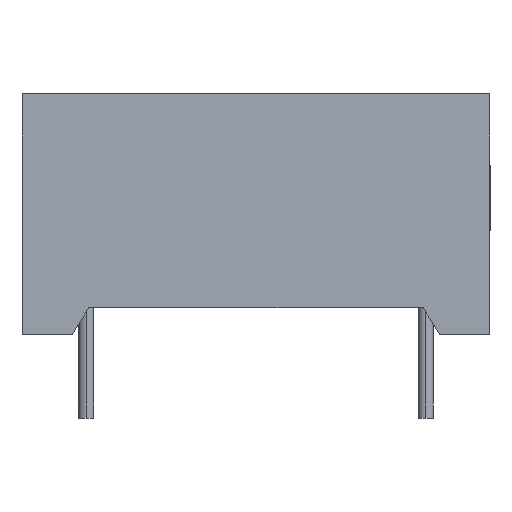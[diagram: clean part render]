
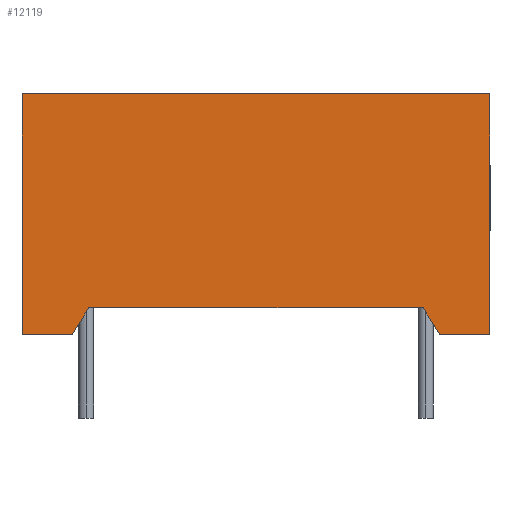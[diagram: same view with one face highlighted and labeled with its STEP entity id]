
A CAD part, left-side view. The second image highlights one B-rep face of the part: STEP entity #12119.
In plain terms, the highlighted planar face has unit normal (-1, 0, 0).
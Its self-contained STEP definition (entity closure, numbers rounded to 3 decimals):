
#71 = EDGE_CURVE ( 'NONE', #3551, #11738, #10900, .T. ) ;
#326 = VERTEX_POINT ( 'NONE', #2260 ) ;
#353 = EDGE_CURVE ( 'NONE', #326, #17822, #6343, .T. ) ;
#1257 = CARTESIAN_POINT ( 'NONE',  ( -11.25, 0., 0.1 ) ) ;
#1350 = DIRECTION ( 'NONE',  ( 0., -1., 0. ) ) ;
#1646 = DIRECTION ( 'NONE',  ( 0., 0., 1. ) ) ;
#1717 = LINE ( 'NONE', #2085, #17261 ) ;
#1740 = CARTESIAN_POINT ( 'NONE',  ( -11.25, -7., 0.1 ) ) ;
#1795 = CARTESIAN_POINT ( 'NONE',  ( -11.25, 7., 7.3 ) ) ;
#1854 = ORIENTED_EDGE ( 'NONE', *, *, #71, .T. ) ;
#1888 = EDGE_CURVE ( 'NONE', #8438, #3551, #3217, .T. ) ;
#2085 = CARTESIAN_POINT ( 'NONE',  ( -11.25, 7., 0.1 ) ) ;
#2104 = DIRECTION ( 'NONE',  ( 0., -1., 0. ) ) ;
#2206 = EDGE_CURVE ( 'NONE', #11738, #15734, #17048, .T. ) ;
#2260 = CARTESIAN_POINT ( 'NONE',  ( -11.25, 7., 0.1 ) ) ;
#3217 = LINE ( 'NONE', #15969, #10037 ) ;
#3551 = VERTEX_POINT ( 'NONE', #7443 ) ;
#3915 = DIRECTION ( 'NONE',  ( 0., -0.53, 0.848 ) ) ;
#3941 = CARTESIAN_POINT ( 'NONE',  ( -11.25, -5., 0.9 ) ) ;
#4581 = VECTOR ( 'NONE', #3915, 1000. ) ;
#4835 = FACE_OUTER_BOUND ( 'NONE', #8661, .T. ) ;
#4901 = CARTESIAN_POINT ( 'NONE',  ( -11.25, 5., 0.9 ) ) ;
#4907 = EDGE_CURVE ( 'NONE', #13957, #7043, #7296, .T. ) ;
#5007 = VECTOR ( 'NONE', #16118, 1000. ) ;
#5840 = CARTESIAN_POINT ( 'NONE',  ( -11.25, -7., 7.3 ) ) ;
#6343 = LINE ( 'NONE', #13343, #5007 ) ;
#6767 = CARTESIAN_POINT ( 'NONE',  ( -11.25, 7., 0.1 ) ) ;
#7043 = VERTEX_POINT ( 'NONE', #1795 ) ;
#7199 = LINE ( 'NONE', #1740, #11095 ) ;
#7296 = LINE ( 'NONE', #11376, #15689 ) ;
#7398 = VECTOR ( 'NONE', #1350, 1000. ) ;
#7443 = CARTESIAN_POINT ( 'NONE',  ( -11.25, -5., 0.9 ) ) ;
#7558 = DIRECTION ( 'NONE',  ( 0., 0., -1. ) ) ;
#8079 = ORIENTED_EDGE ( 'NONE', *, *, #8361, .T. ) ;
#8361 = EDGE_CURVE ( 'NONE', #15734, #13957, #7199, .T. ) ;
#8438 = VERTEX_POINT ( 'NONE', #4901 ) ;
#8661 = EDGE_LOOP ( 'NONE', ( #14317, #9862, #1854, #17100, #8079, #12060, #16437, #9666 ) ) ;
#8768 = EDGE_CURVE ( 'NONE', #7043, #326, #1717, .T. ) ;
#9666 = ORIENTED_EDGE ( 'NONE', *, *, #353, .T. ) ;
#9862 = ORIENTED_EDGE ( 'NONE', *, *, #1888, .T. ) ;
#10037 = VECTOR ( 'NONE', #2104, 1000. ) ;
#10488 = CARTESIAN_POINT ( 'NONE',  ( -11.25, -5.5, 0.1 ) ) ;
#10900 = LINE ( 'NONE', #3941, #10914 ) ;
#10914 = VECTOR ( 'NONE', #15375, 1000. ) ;
#11095 = VECTOR ( 'NONE', #1646, 1000. ) ;
#11376 = CARTESIAN_POINT ( 'NONE',  ( -11.25, 7., 7.3 ) ) ;
#11738 = VERTEX_POINT ( 'NONE', #10488 ) ;
#12060 = ORIENTED_EDGE ( 'NONE', *, *, #4907, .T. ) ;
#12119 = ADVANCED_FACE ( 'NONE', ( #4835 ), #14688, .T. ) ;
#12350 = LINE ( 'NONE', #16565, #4581 ) ;
#13068 = CARTESIAN_POINT ( 'NONE',  ( -11.25, -7., 0.1 ) ) ;
#13343 = CARTESIAN_POINT ( 'NONE',  ( -11.25, 0., 0.1 ) ) ;
#13957 = VERTEX_POINT ( 'NONE', #5840 ) ;
#14317 = ORIENTED_EDGE ( 'NONE', *, *, #15984, .T. ) ;
#14688 = PLANE ( 'NONE',  #18175 ) ;
#15375 = DIRECTION ( 'NONE',  ( 0., -0.53, -0.848 ) ) ;
#15689 = VECTOR ( 'NONE', #16980, 1000. ) ;
#15734 = VERTEX_POINT ( 'NONE', #13068 ) ;
#15969 = CARTESIAN_POINT ( 'NONE',  ( -11.25, 5., 0.9 ) ) ;
#15984 = EDGE_CURVE ( 'NONE', #17822, #8438, #12350, .T. ) ;
#16118 = DIRECTION ( 'NONE',  ( 0., -1., 0. ) ) ;
#16437 = ORIENTED_EDGE ( 'NONE', *, *, #8768, .T. ) ;
#16553 = CARTESIAN_POINT ( 'NONE',  ( -11.25, 5.5, 0.1 ) ) ;
#16565 = CARTESIAN_POINT ( 'NONE',  ( -11.25, 5.5, 0.1 ) ) ;
#16980 = DIRECTION ( 'NONE',  ( 0., 1., 0. ) ) ;
#17048 = LINE ( 'NONE', #1257, #7398 ) ;
#17100 = ORIENTED_EDGE ( 'NONE', *, *, #2206, .T. ) ;
#17261 = VECTOR ( 'NONE', #7558, 1000. ) ;
#17737 = DIRECTION ( 'NONE',  ( -1., 0., 0. ) ) ;
#17822 = VERTEX_POINT ( 'NONE', #16553 ) ;
#17827 = DIRECTION ( 'NONE',  ( 0., 0., 1. ) ) ;
#18175 = AXIS2_PLACEMENT_3D ( 'NONE', #6767, #17737, #17827 ) ;
